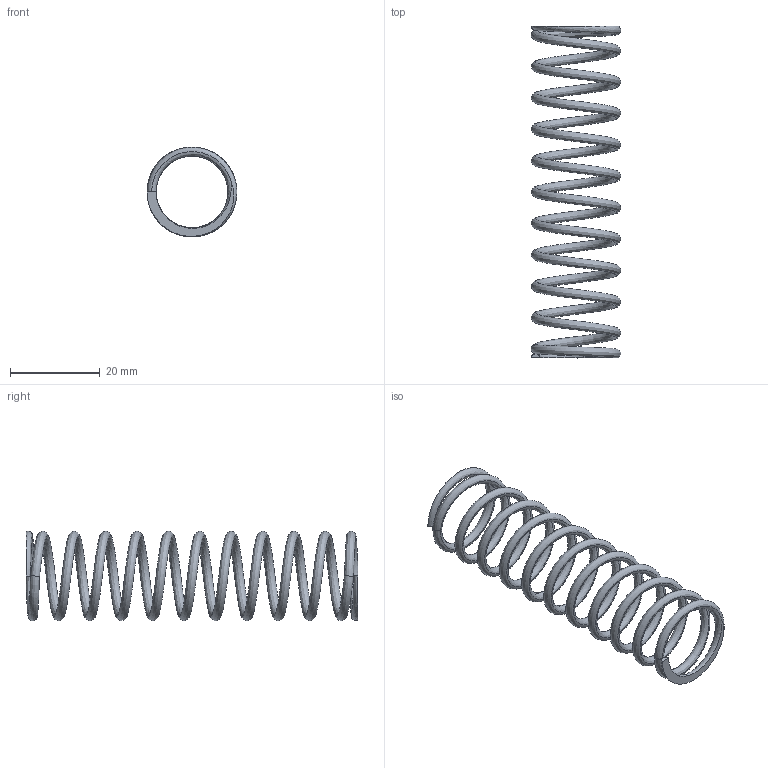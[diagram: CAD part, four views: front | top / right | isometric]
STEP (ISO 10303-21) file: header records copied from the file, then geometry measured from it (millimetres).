
FILE_DESCRIPTION (( 'STEP AP203' ), '1' );
FILE_NAME ('spring_Default_sldprt.STEP', '2018-11-02T10:32:55', ( '' ), ( '' ), 'SwSTEP 2.0', 'SolidWorks 2017', '' );
FILE_SCHEMA (( 'CONFIG_CONTROL_DESIGN' ));
Length unit declared in the file: millimetre
Products named in the file (1): spring_Default_sldprt
Bounding box: 20 x 74 x 20 mm (x, y, z)
Volume: 2100.9 mm3; surface area: 4263.8 mm2
Topology: 1 solids, 1 shells, 10 faces, 28 edges, 20 vertices
Faces by surface type: bspline 6, plane 4
Entity records: 6759 total; most frequent: CARTESIAN_POINT 6485, ORIENTED_EDGE 56, EDGE_CURVE 28, DIRECTION 20, VERTEX_POINT 20, B_SPLINE_CURVE_WITH_KNOTS 18, FACE_OUTER_BOUND 10, ADVANCED_FACE 10
